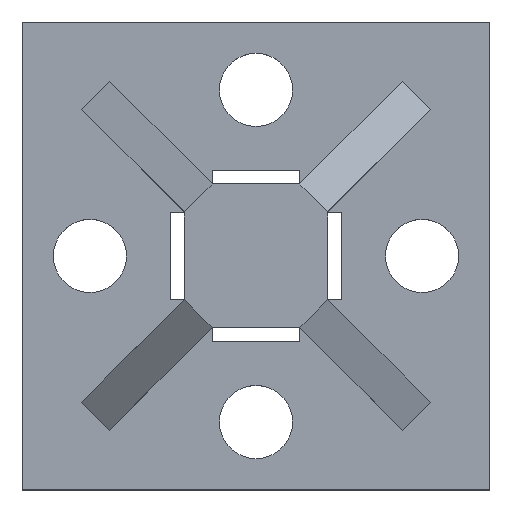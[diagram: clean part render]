
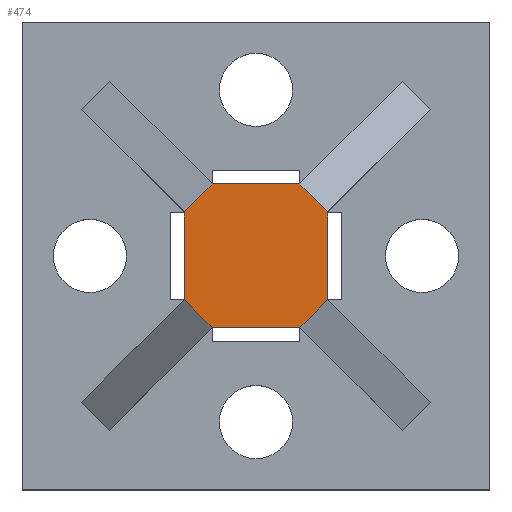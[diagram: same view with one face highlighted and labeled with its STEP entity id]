
A CAD part, top view. The second image highlights one B-rep face of the part: STEP entity #474.
In plain terms, the highlighted planar face has unit normal (0, 0, 1).
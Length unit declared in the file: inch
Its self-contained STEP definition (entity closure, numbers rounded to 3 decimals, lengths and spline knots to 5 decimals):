
#403=CARTESIAN_POINT('',(0.4215,0.6985,0.259));
#404=DIRECTION('',(0.0,0.0,1.0));
#405=DIRECTION('',(1.0,0.0,0.0));
#406=AXIS2_PLACEMENT_3D('',#403,#404,#405);
#407=PLANE('',#406);
#408=CARTESIAN_POINT('',(0.665,0.388,0.259));
#409=VERTEX_POINT('',#408);
#410=CARTESIAN_POINT('',(0.732,0.455,0.259));
#411=VERTEX_POINT('',#410);
#412=CARTESIAN_POINT('',(0.665,0.388,0.259));
#413=DIRECTION('',(0.707,0.707,0.0));
#414=VECTOR('',#413,0.09475);
#415=LINE('',#412,#414);
#416=EDGE_CURVE('',#409,#411,#415,.T.);
#417=ORIENTED_EDGE('',*,*,#416,.T.);
#418=CARTESIAN_POINT('',(0.732,0.665,0.259));
#419=VERTEX_POINT('',#418);
#420=CARTESIAN_POINT('',(0.732,0.665,0.259));
#421=DIRECTION('',(0.0,-1.0,0.0));
#422=VECTOR('',#421,0.21);
#423=LINE('',#420,#422);
#424=EDGE_CURVE('',#419,#411,#423,.T.);
#425=ORIENTED_EDGE('',*,*,#424,.F.);
#426=CARTESIAN_POINT('',(0.665,0.732,0.259));
#427=VERTEX_POINT('',#426);
#428=CARTESIAN_POINT('',(0.732,0.665,0.259));
#429=DIRECTION('',(-0.707,0.707,0.0));
#430=VECTOR('',#429,0.09475);
#431=LINE('',#428,#430);
#432=EDGE_CURVE('',#419,#427,#431,.T.);
#433=ORIENTED_EDGE('',*,*,#432,.T.);
#434=CARTESIAN_POINT('',(0.455,0.732,0.259));
#435=VERTEX_POINT('',#434);
#436=CARTESIAN_POINT('',(0.455,0.732,0.259));
#437=DIRECTION('',(1.0,0.0,0.0));
#438=VECTOR('',#437,0.21);
#439=LINE('',#436,#438);
#440=EDGE_CURVE('',#435,#427,#439,.T.);
#441=ORIENTED_EDGE('',*,*,#440,.F.);
#442=CARTESIAN_POINT('',(0.388,0.665,0.259));
#443=VERTEX_POINT('',#442);
#444=CARTESIAN_POINT('',(0.455,0.732,0.259));
#445=DIRECTION('',(-0.707,-0.707,0.0));
#446=VECTOR('',#445,0.09475);
#447=LINE('',#444,#446);
#448=EDGE_CURVE('',#435,#443,#447,.T.);
#449=ORIENTED_EDGE('',*,*,#448,.T.);
#450=CARTESIAN_POINT('',(0.388,0.455,0.259));
#451=VERTEX_POINT('',#450);
#452=CARTESIAN_POINT('',(0.388,0.455,0.259));
#453=DIRECTION('',(0.0,1.0,0.0));
#454=VECTOR('',#453,0.21);
#455=LINE('',#452,#454);
#456=EDGE_CURVE('',#451,#443,#455,.T.);
#457=ORIENTED_EDGE('',*,*,#456,.F.);
#458=CARTESIAN_POINT('',(0.455,0.388,0.259));
#459=VERTEX_POINT('',#458);
#460=CARTESIAN_POINT('',(0.388,0.455,0.259));
#461=DIRECTION('',(0.707,-0.707,0.0));
#462=VECTOR('',#461,0.09475);
#463=LINE('',#460,#462);
#464=EDGE_CURVE('',#451,#459,#463,.T.);
#465=ORIENTED_EDGE('',*,*,#464,.T.);
#466=CARTESIAN_POINT('',(0.665,0.388,0.259));
#467=DIRECTION('',(-1.0,0.0,0.0));
#468=VECTOR('',#467,0.21);
#469=LINE('',#466,#468);
#470=EDGE_CURVE('',#459,#409,#469,.F.);
#471=ORIENTED_EDGE('',*,*,#470,.T.);
#472=EDGE_LOOP('',(#417,#425,#433,#441,#449,#457,#465,#471));
#473=FACE_OUTER_BOUND('',#472,.T.);
#474=ADVANCED_FACE('',(#473),#407,.T.);
